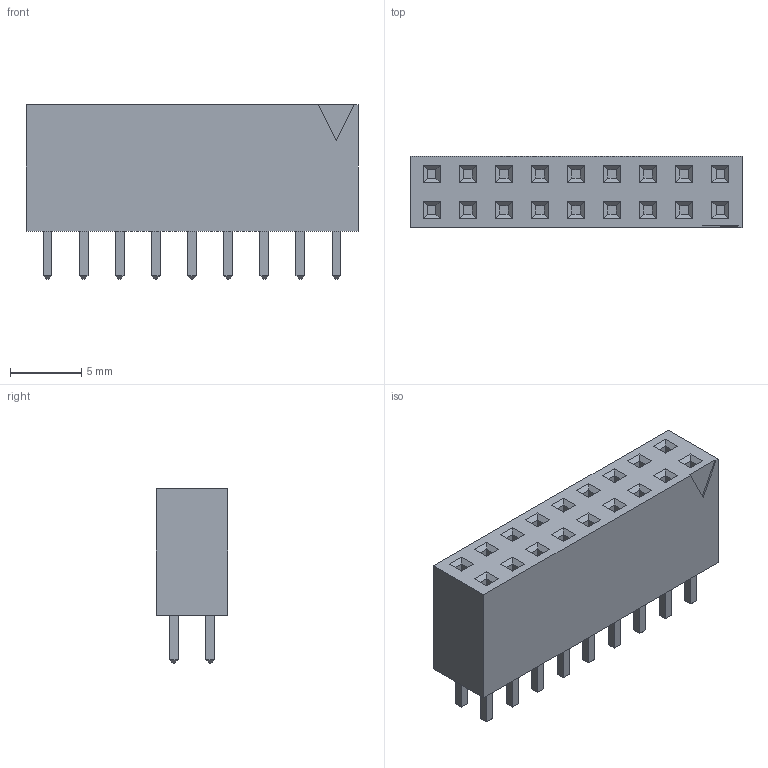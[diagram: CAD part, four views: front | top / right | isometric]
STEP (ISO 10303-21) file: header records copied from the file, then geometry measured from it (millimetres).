
FILE_DESCRIPTION(('FreeCAD Model'),'2;1');
FILE_NAME('1782430.1.1.stp','2024-05-10T13:24:12',( 'Author'),(''),'Open CASCADE STEP processor 6.9','FreeCAD','Unknown' );
FILE_SCHEMA(('AUTOMOTIVE_DESIGN { 1 0 10303 214 1 1 1 1 }'));
Length unit declared in the file: millimetre
Products named in the file (3): ASSEMBLY; Body; LeadsArray
Assembly tree (2 placements, depth 2):
  ASSEMBLY
    Body
    LeadsArray
Bounding box: 23.37 x 5 x 12.27 mm (x, y, z)
Volume: 1023 mm3; surface area: 1268.9 mm2
Topology: 19 solids, 19 shells, 351 faces, 741 edges, 446 vertices
Faces by surface type: plane 351
Entity records: 18821 total; most frequent: CARTESIAN_POINT 3023, DIRECTION 2931, LINE 2223, VECTOR 2223, ORIENTED_EDGE 1482, PCURVE 1482, DEFINITIONAL_REPRESENTATION 1482, EDGE_CURVE 741
